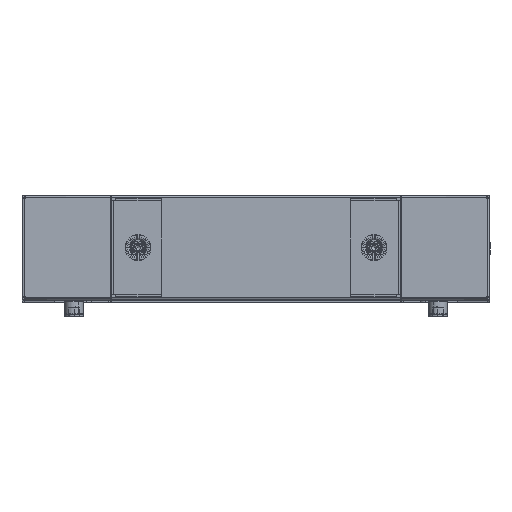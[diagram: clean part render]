
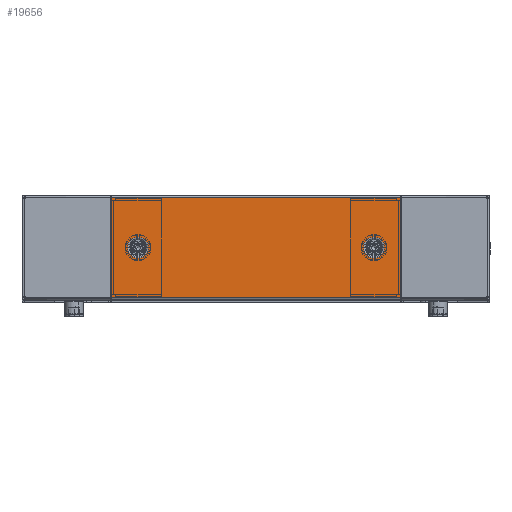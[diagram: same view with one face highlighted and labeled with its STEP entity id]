
A CAD part, top view. The second image highlights one B-rep face of the part: STEP entity #19656.
In plain terms, the highlighted face is planar.
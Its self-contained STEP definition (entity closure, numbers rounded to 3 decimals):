
#376 = VERTEX_POINT ( 'NONE', #383 ) ;
#383 = CARTESIAN_POINT ( 'NONE',  ( 123.5, 0., 0. ) ) ;
#906 = CARTESIAN_POINT ( 'NONE',  ( -123.5, 0., 0. ) ) ;
#996 = CARTESIAN_POINT ( 'NONE',  ( 139., 47.9, 0. ) ) ;
#1267 = VERTEX_POINT ( 'NONE', #25121 ) ;
#1460 = VERTEX_POINT ( 'NONE', #25189 ) ;
#1477 = VERTEX_POINT ( 'NONE', #25101 ) ;
#1489 = VERTEX_POINT ( 'NONE', #906 ) ;
#1548 = VERTEX_POINT ( 'NONE', #996 ) ;
#5953 = AXIS2_PLACEMENT_3D ( 'NONE', #14999, #14997, #15001 ) ;
#5958 = AXIS2_PLACEMENT_3D ( 'NONE', #17843, #17824, #17409 ) ;
#5964 = AXIS2_PLACEMENT_3D ( 'NONE', #15090, #15086, #15084 ) ;
#6052 = AXIS2_PLACEMENT_3D ( 'NONE', #17969, #17844, #17848 ) ;
#6120 = AXIS2_PLACEMENT_3D ( 'NONE', #14236, #14238, #13343 ) ;
#9362 = EDGE_LOOP ( 'NONE', ( #24476, #24477 ) ) ;
#9540 = EDGE_LOOP ( 'NONE', ( #24472, #24473, #24474, #24475 ) ) ;
#9541 = EDGE_LOOP ( 'NONE', ( #24470, #24471 ) ) ;
#11530 = VECTOR ( 'NONE', #15514, 1000. ) ;
#11924 = LINE ( 'NONE', #17838, #13184 ) ;
#12004 = VECTOR ( 'NONE', #17962, 1000. ) ;
#12127 = LINE ( 'NONE', #15519, #11530 ) ;
#12202 = VECTOR ( 'NONE', #17913, 1000. ) ;
#12332 = LINE ( 'NONE', #17840, #12004 ) ;
#12862 = CIRCLE ( 'NONE', #5958, 10. ) ;
#12938 = LINE ( 'NONE', #17915, #12202 ) ;
#12941 = CIRCLE ( 'NONE', #6052, 10. ) ;
#13050 = CIRCLE ( 'NONE', #5953, 10. ) ;
#13141 = CIRCLE ( 'NONE', #5964, 10. ) ;
#13184 = VECTOR ( 'NONE', #17629, 1000. ) ;
#13343 = DIRECTION ( 'NONE',  ( 1., 0., 0. ) ) ;
#14136 = PLANE ( 'NONE',  #6120 ) ;
#14236 = CARTESIAN_POINT ( 'NONE',  ( -139., -48., 0. ) ) ;
#14238 = DIRECTION ( 'NONE',  ( 0., 0., 1. ) ) ;
#14997 = DIRECTION ( 'NONE',  ( 0., 0., -1. ) ) ;
#14999 = CARTESIAN_POINT ( 'NONE',  ( 113.5, 0., 0. ) ) ;
#15001 = DIRECTION ( 'NONE',  ( -1., 0., 0. ) ) ;
#15084 = DIRECTION ( 'NONE',  ( 1., 0., 0. ) ) ;
#15086 = DIRECTION ( 'NONE',  ( 0., 0., 1. ) ) ;
#15090 = CARTESIAN_POINT ( 'NONE',  ( -113.5, 0., 0. ) ) ;
#15514 = DIRECTION ( 'NONE',  ( 0., 1., 0. ) ) ;
#15519 = CARTESIAN_POINT ( 'NONE',  ( 139., 48., 0. ) ) ;
#16831 = CARTESIAN_POINT ( 'NONE',  ( 103.5, 0., 0. ) ) ;
#17077 = CARTESIAN_POINT ( 'NONE',  ( -103.5, 0., 0. ) ) ;
#17409 = DIRECTION ( 'NONE',  ( -1., 0., 0. ) ) ;
#17629 = DIRECTION ( 'NONE',  ( -1., 0., 0. ) ) ;
#17824 = DIRECTION ( 'NONE',  ( 0., 0., -1. ) ) ;
#17838 = CARTESIAN_POINT ( 'NONE',  ( 139., -47.9, 0. ) ) ;
#17840 = CARTESIAN_POINT ( 'NONE',  ( -139., 48., 0. ) ) ;
#17843 = CARTESIAN_POINT ( 'NONE',  ( 113.5, 0., 0. ) ) ;
#17844 = DIRECTION ( 'NONE',  ( 0., 0., 1. ) ) ;
#17848 = DIRECTION ( 'NONE',  ( 1., 0., 0. ) ) ;
#17913 = DIRECTION ( 'NONE',  ( 1., 0., 0. ) ) ;
#17915 = CARTESIAN_POINT ( 'NONE',  ( -139., 47.9, 0. ) ) ;
#17962 = DIRECTION ( 'NONE',  ( 0., -1., 0. ) ) ;
#17969 = CARTESIAN_POINT ( 'NONE',  ( -113.5, 0., 0. ) ) ;
#18090 = FACE_BOUND ( 'NONE', #9362, .T. ) ;
#18095 = FACE_OUTER_BOUND ( 'NONE', #9540, .T. ) ;
#18111 = FACE_BOUND ( 'NONE', #9541, .T. ) ;
#19656 = ADVANCED_FACE ( 'NONE', ( #18111, #18095, #18090 ), #14136, .F. ) ;
#22263 = EDGE_CURVE ( 'NONE', #376, #25450, #13050, .T. ) ;
#22270 = EDGE_CURVE ( 'NONE', #25954, #1489, #13141, .T. ) ;
#22285 = EDGE_CURVE ( 'NONE', #1460, #1548, #12127, .T. ) ;
#22295 = EDGE_CURVE ( 'NONE', #1489, #25954, #12941, .T. ) ;
#22296 = EDGE_CURVE ( 'NONE', #1267, #1477, #12332, .T. ) ;
#22297 = EDGE_CURVE ( 'NONE', #1460, #1477, #11924, .T. ) ;
#22298 = EDGE_CURVE ( 'NONE', #1267, #1548, #12938, .T. ) ;
#22300 = EDGE_CURVE ( 'NONE', #25450, #376, #12862, .T. ) ;
#24470 = ORIENTED_EDGE ( 'NONE', *, *, #22270, .T. ) ;
#24471 = ORIENTED_EDGE ( 'NONE', *, *, #22295, .T. ) ;
#24472 = ORIENTED_EDGE ( 'NONE', *, *, #22297, .T. ) ;
#24473 = ORIENTED_EDGE ( 'NONE', *, *, #22296, .F. ) ;
#24474 = ORIENTED_EDGE ( 'NONE', *, *, #22298, .T. ) ;
#24475 = ORIENTED_EDGE ( 'NONE', *, *, #22285, .F. ) ;
#24476 = ORIENTED_EDGE ( 'NONE', *, *, #22300, .F. ) ;
#24477 = ORIENTED_EDGE ( 'NONE', *, *, #22263, .F. ) ;
#25101 = CARTESIAN_POINT ( 'NONE',  ( -139., -47.9, 0. ) ) ;
#25121 = CARTESIAN_POINT ( 'NONE',  ( -139., 47.9, 0. ) ) ;
#25189 = CARTESIAN_POINT ( 'NONE',  ( 139., -47.9, 0. ) ) ;
#25450 = VERTEX_POINT ( 'NONE', #16831 ) ;
#25954 = VERTEX_POINT ( 'NONE', #17077 ) ;
